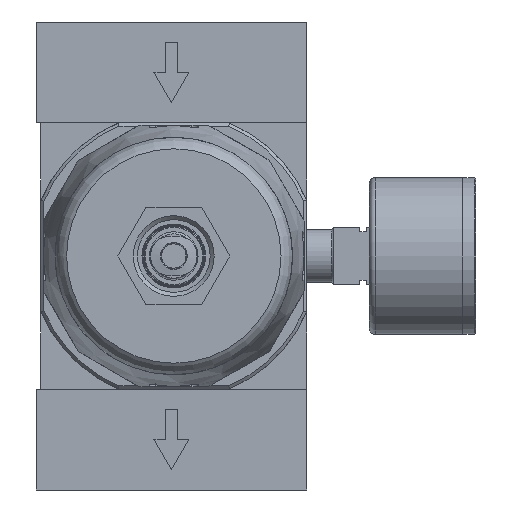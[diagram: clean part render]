
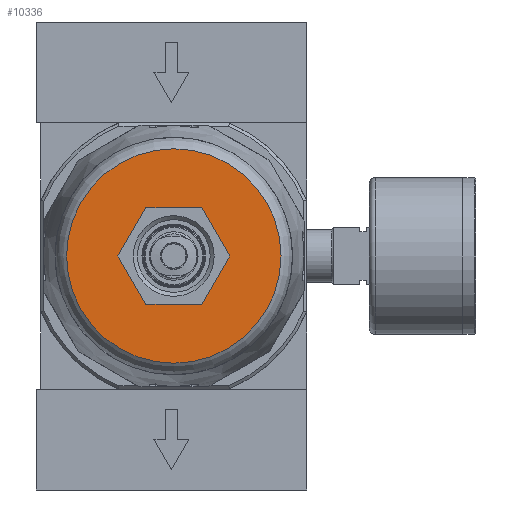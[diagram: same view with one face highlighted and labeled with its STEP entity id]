
A CAD part, front view. The second image highlights one B-rep face of the part: STEP entity #10336.
In plain terms, the highlighted planar face has unit normal (0, -1, 0).
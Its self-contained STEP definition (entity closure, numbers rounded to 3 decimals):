
#748=CIRCLE('',#11039,26.576);
#2372=ORIENTED_EDGE('',*,*,#3639,.T.);
#2373=ORIENTED_EDGE('',*,*,#3788,.T.);
#2374=ORIENTED_EDGE('',*,*,#3803,.T.);
#2375=ORIENTED_EDGE('',*,*,#3800,.T.);
#2376=ORIENTED_EDGE('',*,*,#3797,.T.);
#2377=ORIENTED_EDGE('',*,*,#3794,.T.);
#2378=ORIENTED_EDGE('',*,*,#3791,.T.);
#3639=EDGE_CURVE('',#4566,#4566,#748,.F.);
#3788=EDGE_CURVE('',#4649,#4648,#5222,.T.);
#3791=EDGE_CURVE('',#4651,#4649,#5225,.T.);
#3794=EDGE_CURVE('',#4653,#4651,#5228,.T.);
#3797=EDGE_CURVE('',#4655,#4653,#5231,.T.);
#3800=EDGE_CURVE('',#4657,#4655,#5234,.T.);
#3803=EDGE_CURVE('',#4648,#4657,#5237,.T.);
#4566=VERTEX_POINT('',#15476);
#4648=VERTEX_POINT('',#15980);
#4649=VERTEX_POINT('',#15982);
#4651=VERTEX_POINT('',#15988);
#4653=VERTEX_POINT('',#15994);
#4655=VERTEX_POINT('',#16000);
#4657=VERTEX_POINT('',#16006);
#5222=LINE('',#15981,#5702);
#5225=LINE('',#15987,#5705);
#5228=LINE('',#15993,#5708);
#5231=LINE('',#15999,#5711);
#5234=LINE('',#16005,#5714);
#5237=LINE('',#16010,#5717);
#5702=VECTOR('',#12915,1000.);
#5705=VECTOR('',#12920,1000.);
#5708=VECTOR('',#12925,1000.);
#5711=VECTOR('',#12930,1000.);
#5714=VECTOR('',#12935,1000.);
#5717=VECTOR('',#12940,1000.);
#6249=EDGE_LOOP('',(#2372));
#6250=EDGE_LOOP('',(#2373,#2374,#2375,#2376,#2377,#2378));
#6965=FACE_BOUND('',#6249,.T.);
#6966=FACE_BOUND('',#6250,.T.);
#7483=PLANE('',#11136);
#10336=ADVANCED_FACE('',(#6965,#6966),#7483,.F.);
#11039=AXIS2_PLACEMENT_3D('',#15475,#12659,#12660);
#11136=AXIS2_PLACEMENT_3D('',#16011,#12941,#12942);
#12659=DIRECTION('',(0.,1.,0.));
#12660=DIRECTION('',(0.,0.,1.));
#12915=DIRECTION('',(0.,0.,1.));
#12920=DIRECTION('',(-0.866,0.,0.5));
#12925=DIRECTION('',(-0.866,0.,-0.5));
#12930=DIRECTION('',(0.,0.,-1.));
#12935=DIRECTION('',(0.866,0.,-0.5));
#12940=DIRECTION('',(0.866,0.,0.5));
#12941=DIRECTION('',(0.,1.,0.));
#12942=DIRECTION('',(0.,0.,1.));
#15475=CARTESIAN_POINT('',(0.,-164.,0.));
#15476=CARTESIAN_POINT('',(0.,-164.,26.576));
#15980=CARTESIAN_POINT('',(-12.,-164.,6.928));
#15981=CARTESIAN_POINT('',(-12.,-164.,-6.928));
#15982=CARTESIAN_POINT('',(-12.,-164.,-6.928));
#15987=CARTESIAN_POINT('',(0.,-164.,-13.856));
#15988=CARTESIAN_POINT('',(0.,-164.,-13.856));
#15993=CARTESIAN_POINT('',(12.,-164.,-6.928));
#15994=CARTESIAN_POINT('',(12.,-164.,-6.928));
#15999=CARTESIAN_POINT('',(12.,-164.,6.928));
#16000=CARTESIAN_POINT('',(12.,-164.,6.928));
#16005=CARTESIAN_POINT('',(0.,-164.,13.856));
#16006=CARTESIAN_POINT('',(0.,-164.,13.856));
#16010=CARTESIAN_POINT('',(-12.,-164.,6.928));
#16011=CARTESIAN_POINT('',(0.,-164.,0.));
